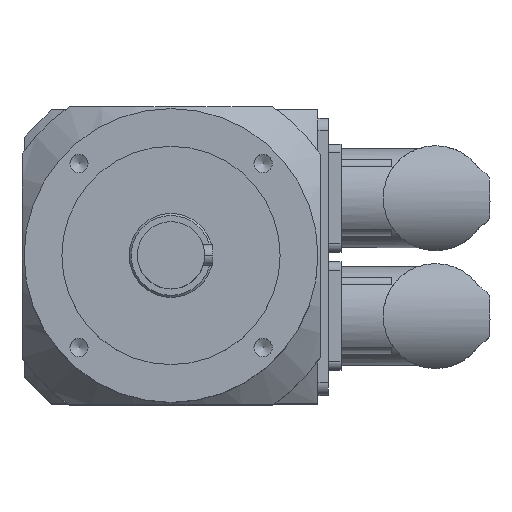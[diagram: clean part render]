
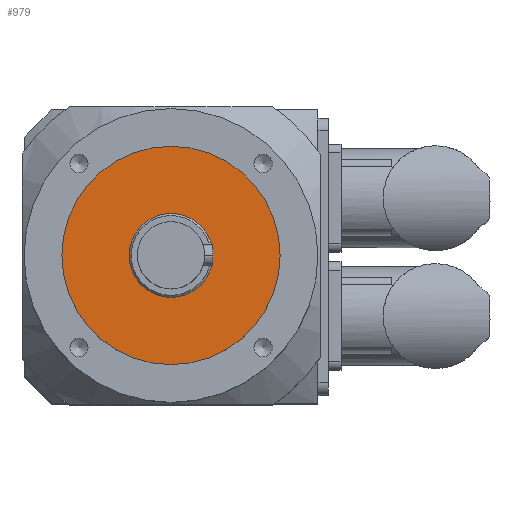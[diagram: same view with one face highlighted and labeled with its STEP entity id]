
A CAD part, top view. The second image highlights one B-rep face of the part: STEP entity #979.
In plain terms, the highlighted face is planar.
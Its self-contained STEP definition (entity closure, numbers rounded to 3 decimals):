
#384=FACE_BOUND('',#1646,.T.);
#688=CIRCLE('',#5390,10.);
#689=CIRCLE('',#5392,26.);
#979=ADVANCED_FACE('',(#384,#1349),#1108,.T.);
#1108=PLANE('',#5393);
#1349=FACE_OUTER_BOUND('',#1647,.T.);
#1646=EDGE_LOOP('',(#3455));
#1647=EDGE_LOOP('',(#3456));
#3455=ORIENTED_EDGE('',*,*,#4717,.F.);
#3456=ORIENTED_EDGE('',*,*,#4718,.T.);
#4037=VERTEX_POINT('',#8842);
#4038=VERTEX_POINT('',#8845);
#4717=EDGE_CURVE('',#4037,#4037,#688,.T.);
#4718=EDGE_CURVE('',#4038,#4038,#689,.T.);
#5390=AXIS2_PLACEMENT_3D('',#8841,#6635,#6636);
#5392=AXIS2_PLACEMENT_3D('',#8844,#6639,#6640);
#5393=AXIS2_PLACEMENT_3D('',#8846,#6641,#6642);
#6635=DIRECTION('',(0.,0.,-1.));
#6636=DIRECTION('',(-1.,0.,0.));
#6639=DIRECTION('',(0.,0.,-1.));
#6640=DIRECTION('',(-1.,0.,0.));
#6641=DIRECTION('',(0.,0.,-1.));
#6642=DIRECTION('',(-1.,0.,0.));
#8841=CARTESIAN_POINT('',(0.,0.,-53.));
#8842=CARTESIAN_POINT('',(-10.,0.,-53.));
#8844=CARTESIAN_POINT('',(0.,0.,-53.));
#8845=CARTESIAN_POINT('',(-26.,0.,-53.));
#8846=CARTESIAN_POINT('',(0.,0.,-53.));
